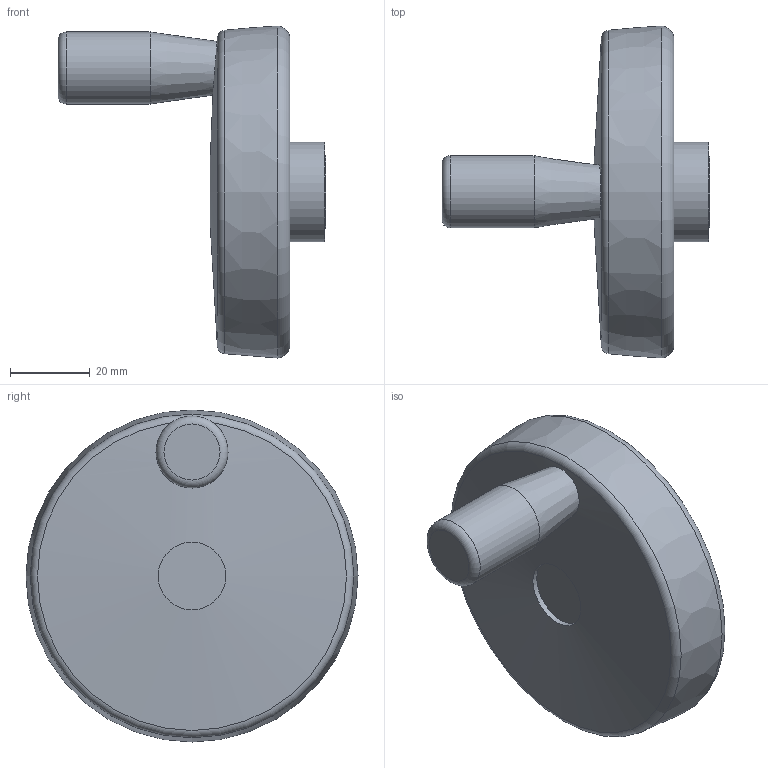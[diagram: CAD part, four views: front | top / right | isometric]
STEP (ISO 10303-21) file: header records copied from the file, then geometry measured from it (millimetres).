
FILE_DESCRIPTION(/* description */ (''),/* implementation_level */ '2;1');
FILE_NAME(/* name */ 'EDH80R.dxf',/* time_stamp */ '2012-11-23T15:38:06+08:00',/* author */ (''),/* organization */ (''),/* preprocessor_version */ 'ST-DEVELOPER v9',/* originating_system */ 'UGS - NX 4.0',/* authorisation */ '');
FILE_SCHEMA (('CONFIG_CONTROL_DESIGN'));
Length unit declared in the file: millimetre
Products named in the file (1): Admi0153xjup
Bounding box: 67 x 83 x 83 mm (x, y, z)
Volume: 50421.2 mm3; surface area: 23229.9 mm2
Topology: 1 solids, 1 shells, 45 faces, 95 edges, 59 vertices
Faces by surface type: cylinder 19, plane 10, bspline 10, torus 3, cone 2, sphere 1
Full cylindrical faces by diameter (mm): 4.5 x1, 8 x2, 15 x1, 17 x1, 18 x2, 25 x1
Entity records: 1480 total; most frequent: CARTESIAN_POINT 536, DIRECTION 176, ORIENTED_EDGE 158, AXIS2_PLACEMENT_3D 87, EDGE_CURVE 79, EDGE_LOOP 68, VERTEX_POINT 59, CIRCLE 51
